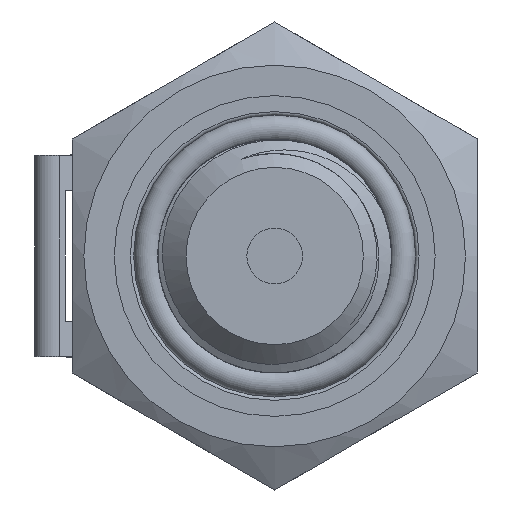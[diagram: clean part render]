
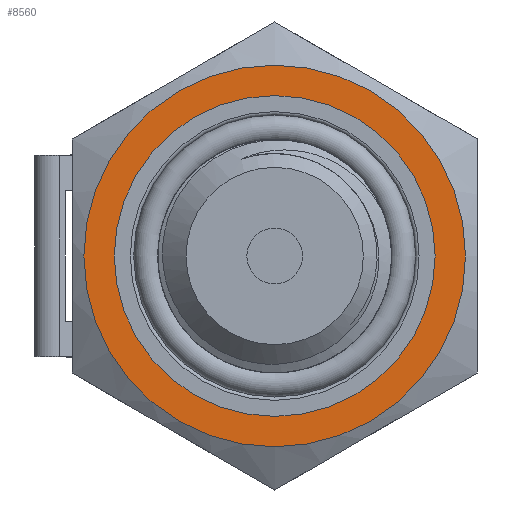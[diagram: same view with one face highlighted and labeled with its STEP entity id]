
A CAD part, left-side view. The second image highlights one B-rep face of the part: STEP entity #8560.
In plain terms, the highlighted planar face has unit normal (-1, 0, 0).
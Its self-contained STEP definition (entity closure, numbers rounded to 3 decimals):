
#146=FACE_BOUND('',#1436,.T.);
#268=PLANE('',#9024);
#915=FACE_OUTER_BOUND('',#1435,.T.);
#1435=EDGE_LOOP('',(#7303));
#1436=EDGE_LOOP('',(#7304));
#1759=CIRCLE('',#8991,11.3);
#1776=CIRCLE('',#9023,9.5);
#4052=VERTEX_POINT('',#19753);
#4069=VERTEX_POINT('',#20574);
#5162=EDGE_CURVE('',#4052,#4052,#1759,.T.);
#5195=EDGE_CURVE('',#4069,#4069,#1776,.T.);
#7303=ORIENTED_EDGE('',*,*,#5162,.T.);
#7304=ORIENTED_EDGE('',*,*,#5195,.T.);
#8560=ADVANCED_FACE('',(#915,#146),#268,.T.);
#8991=AXIS2_PLACEMENT_3D('',#19755,#10110,#10111);
#9023=AXIS2_PLACEMENT_3D('',#20575,#10183,#10184);
#9024=AXIS2_PLACEMENT_3D('',#20577,#10186,#10187);
#10110=DIRECTION('center_axis',(-1.,0.,0.));
#10111=DIRECTION('ref_axis',(0.,1.,0.));
#10183=DIRECTION('center_axis',(1.,0.,0.));
#10184=DIRECTION('ref_axis',(0.,0.,-1.));
#10186=DIRECTION('center_axis',(-1.,0.,0.));
#10187=DIRECTION('ref_axis',(0.,0.,1.));
#19753=CARTESIAN_POINT('',(14.,-11.3,0.));
#19755=CARTESIAN_POINT('Origin',(14.,0.,0.));
#20574=CARTESIAN_POINT('',(14.,-9.5,0.));
#20575=CARTESIAN_POINT('Origin',(14.,0.,0.));
#20577=CARTESIAN_POINT('Origin',(14.,12.,0.));
